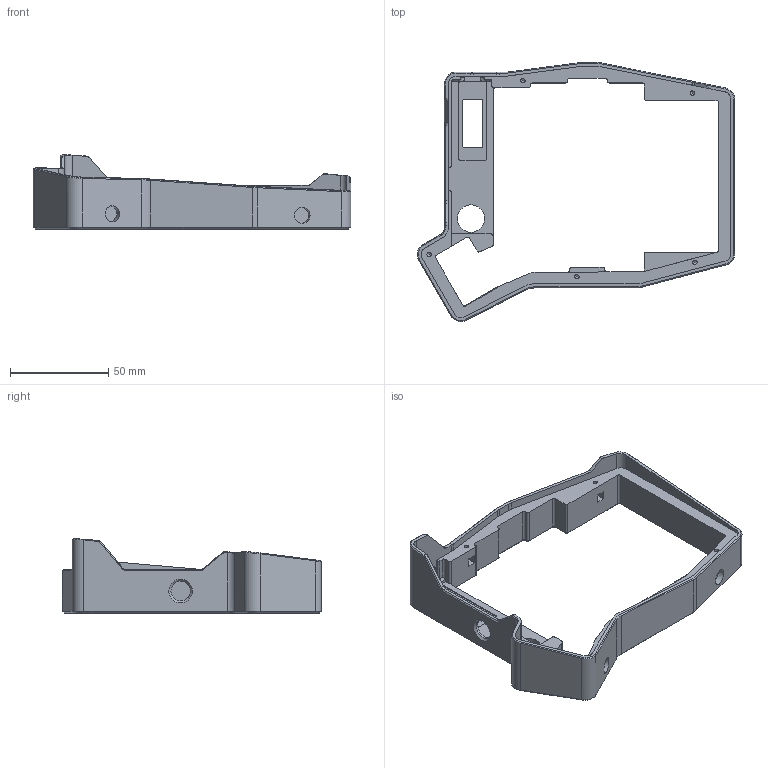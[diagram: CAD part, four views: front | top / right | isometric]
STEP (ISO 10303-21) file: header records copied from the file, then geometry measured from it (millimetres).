
FILE_DESCRIPTION(/* description */ (''),/* implementation_level */ '2;1');
FILE_NAME(/* name */ 'L-Top.step',/* time_stamp */ '2022-08-25T20:09:44+03:00',/* author */ (''),/* organization */ (''),/* preprocessor_version */ 'ST-DEVELOPER v19',/* originating_system */ 'Autodesk Translation Framework v11.7.0.108',/* authorisation */ '');
FILE_SCHEMA (('AUTOMOTIVE_DESIGN { 1 0 10303 214 3 1 1 }'));
Length unit declared in the file: millimetre
Products named in the file (1): FusionComponent
Bounding box: 161.65 x 132.03 x 37.93 mm (x, y, z)
Volume: 77828.1 mm3; surface area: 36537.7 mm2
Topology: 1 solids, 1 shells, 366 faces, 954 edges, 591 vertices
Faces by surface type: plane 167, cylinder 100, cone 56, bspline 41, torus 2
Full cylindrical faces by diameter (mm): 2.2 x10, 8.2 x2, 10 x1, 14 x1
Entity records: 12064 total; most frequent: CARTESIAN_POINT 3082, ORIENTED_EDGE 1898, DIRECTION 1803, EDGE_CURVE 949, LINE 645, VECTOR 645, VERTEX_POINT 591, AXIS2_PLACEMENT_3D 579
